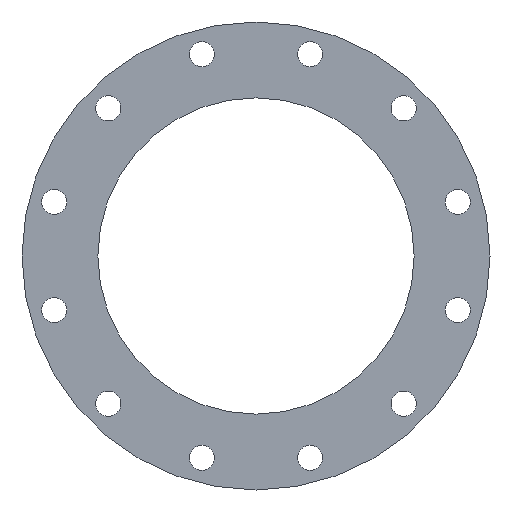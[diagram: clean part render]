
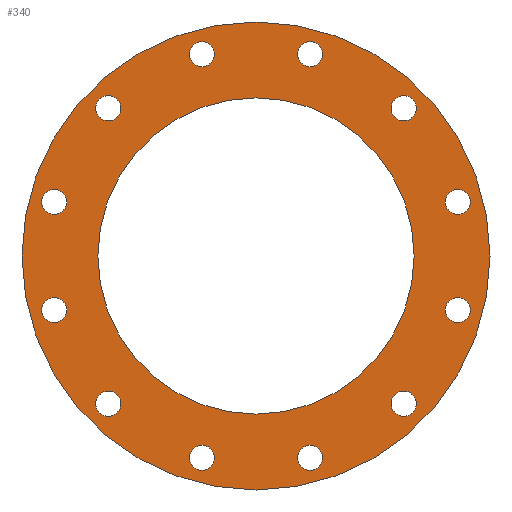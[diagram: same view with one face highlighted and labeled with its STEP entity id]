
A CAD part, front view. The second image highlights one B-rep face of the part: STEP entity #340.
In plain terms, the highlighted planar face has unit normal (0, -1, 0).
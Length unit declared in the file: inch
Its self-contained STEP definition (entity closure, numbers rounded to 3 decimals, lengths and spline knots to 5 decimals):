
#28=FACE_BOUND('',#88,.T.);
#29=FACE_BOUND('',#89,.T.);
#30=FACE_BOUND('',#90,.T.);
#31=FACE_BOUND('',#91,.T.);
#32=FACE_BOUND('',#92,.T.);
#33=FACE_BOUND('',#93,.T.);
#34=FACE_BOUND('',#94,.T.);
#35=FACE_BOUND('',#95,.T.);
#36=FACE_BOUND('',#96,.T.);
#37=FACE_BOUND('',#97,.T.);
#38=FACE_BOUND('',#98,.T.);
#39=FACE_BOUND('',#99,.T.);
#40=FACE_BOUND('',#100,.T.);
#42=PLANE('',#406);
#58=FACE_OUTER_BOUND('',#87,.T.);
#87=EDGE_LOOP('',(#297));
#88=EDGE_LOOP('',(#298));
#89=EDGE_LOOP('',(#299));
#90=EDGE_LOOP('',(#300));
#91=EDGE_LOOP('',(#301));
#92=EDGE_LOOP('',(#302));
#93=EDGE_LOOP('',(#303));
#94=EDGE_LOOP('',(#304));
#95=EDGE_LOOP('',(#305));
#96=EDGE_LOOP('',(#306));
#97=EDGE_LOOP('',(#307));
#98=EDGE_LOOP('',(#308));
#99=EDGE_LOOP('',(#309));
#100=EDGE_LOOP('',(#310));
#129=CIRCLE('',#364,0.5625);
#131=CIRCLE('',#367,0.5625);
#133=CIRCLE('',#370,0.5625);
#135=CIRCLE('',#373,0.5625);
#137=CIRCLE('',#376,0.5625);
#139=CIRCLE('',#379,0.5625);
#141=CIRCLE('',#382,0.5625);
#143=CIRCLE('',#385,0.5625);
#145=CIRCLE('',#388,0.5625);
#147=CIRCLE('',#391,0.5625);
#149=CIRCLE('',#394,0.5625);
#151=CIRCLE('',#397,0.5625);
#154=CIRCLE('',#401,7.095);
#156=CIRCLE('',#404,10.5);
#157=VERTEX_POINT('',#513);
#159=VERTEX_POINT('',#519);
#161=VERTEX_POINT('',#525);
#163=VERTEX_POINT('',#531);
#165=VERTEX_POINT('',#537);
#167=VERTEX_POINT('',#543);
#169=VERTEX_POINT('',#549);
#171=VERTEX_POINT('',#555);
#173=VERTEX_POINT('',#561);
#175=VERTEX_POINT('',#567);
#177=VERTEX_POINT('',#573);
#179=VERTEX_POINT('',#579);
#182=VERTEX_POINT('',#587);
#184=VERTEX_POINT('',#593);
#185=EDGE_CURVE('',#157,#157,#129,.T.);
#188=EDGE_CURVE('',#159,#159,#131,.T.);
#191=EDGE_CURVE('',#161,#161,#133,.T.);
#194=EDGE_CURVE('',#163,#163,#135,.T.);
#197=EDGE_CURVE('',#165,#165,#137,.T.);
#200=EDGE_CURVE('',#167,#167,#139,.T.);
#203=EDGE_CURVE('',#169,#169,#141,.T.);
#206=EDGE_CURVE('',#171,#171,#143,.T.);
#209=EDGE_CURVE('',#173,#173,#145,.T.);
#212=EDGE_CURVE('',#175,#175,#147,.T.);
#215=EDGE_CURVE('',#177,#177,#149,.T.);
#218=EDGE_CURVE('',#179,#179,#151,.T.);
#223=EDGE_CURVE('',#182,#182,#154,.T.);
#226=EDGE_CURVE('',#184,#184,#156,.T.);
#297=ORIENTED_EDGE('',*,*,#226,.F.);
#298=ORIENTED_EDGE('',*,*,#185,.T.);
#299=ORIENTED_EDGE('',*,*,#188,.T.);
#300=ORIENTED_EDGE('',*,*,#191,.T.);
#301=ORIENTED_EDGE('',*,*,#194,.T.);
#302=ORIENTED_EDGE('',*,*,#197,.T.);
#303=ORIENTED_EDGE('',*,*,#200,.T.);
#304=ORIENTED_EDGE('',*,*,#203,.T.);
#305=ORIENTED_EDGE('',*,*,#206,.T.);
#306=ORIENTED_EDGE('',*,*,#209,.T.);
#307=ORIENTED_EDGE('',*,*,#212,.T.);
#308=ORIENTED_EDGE('',*,*,#215,.T.);
#309=ORIENTED_EDGE('',*,*,#218,.T.);
#310=ORIENTED_EDGE('',*,*,#223,.F.);
#340=ADVANCED_FACE('',(#58,#28,#29,#30,#31,#32,#33,#34,#35,#36,#37,#38,
#39,#40),#42,.F.);
#364=AXIS2_PLACEMENT_3D('',#514,#411,#412);
#367=AXIS2_PLACEMENT_3D('',#520,#418,#419);
#370=AXIS2_PLACEMENT_3D('',#526,#425,#426);
#373=AXIS2_PLACEMENT_3D('',#532,#432,#433);
#376=AXIS2_PLACEMENT_3D('',#538,#439,#440);
#379=AXIS2_PLACEMENT_3D('',#544,#446,#447);
#382=AXIS2_PLACEMENT_3D('',#550,#453,#454);
#385=AXIS2_PLACEMENT_3D('',#556,#460,#461);
#388=AXIS2_PLACEMENT_3D('',#562,#467,#468);
#391=AXIS2_PLACEMENT_3D('',#568,#474,#475);
#394=AXIS2_PLACEMENT_3D('',#574,#481,#482);
#397=AXIS2_PLACEMENT_3D('',#580,#488,#489);
#401=AXIS2_PLACEMENT_3D('',#589,#498,#499);
#404=AXIS2_PLACEMENT_3D('',#595,#505,#506);
#406=AXIS2_PLACEMENT_3D('',#597,#509,#510);
#411=DIRECTION('center_axis',(0.,1.,0.));
#412=DIRECTION('ref_axis',(-0.866,0.,-0.5));
#418=DIRECTION('center_axis',(0.,1.,0.));
#419=DIRECTION('ref_axis',(-0.5,0.,-0.866));
#425=DIRECTION('center_axis',(0.,1.,0.));
#426=DIRECTION('ref_axis',(0.,0.,-1.));
#432=DIRECTION('center_axis',(0.,1.,0.));
#433=DIRECTION('ref_axis',(0.5,0.,-0.866));
#439=DIRECTION('center_axis',(0.,1.,0.));
#440=DIRECTION('ref_axis',(0.866,0.,-0.5));
#446=DIRECTION('center_axis',(0.,1.,0.));
#447=DIRECTION('ref_axis',(1.,0.,0.));
#453=DIRECTION('center_axis',(0.,1.,0.));
#454=DIRECTION('ref_axis',(0.866,0.,0.5));
#460=DIRECTION('center_axis',(0.,1.,0.));
#461=DIRECTION('ref_axis',(0.5,0.,0.866));
#467=DIRECTION('center_axis',(0.,1.,0.));
#468=DIRECTION('ref_axis',(0.,0.,1.));
#474=DIRECTION('center_axis',(0.,1.,0.));
#475=DIRECTION('ref_axis',(-0.5,0.,0.866));
#481=DIRECTION('center_axis',(0.,1.,0.));
#482=DIRECTION('ref_axis',(-0.866,0.,0.5));
#488=DIRECTION('center_axis',(0.,1.,0.));
#489=DIRECTION('ref_axis',(-1.,0.,0.));
#498=DIRECTION('center_axis',(0.,-1.,0.));
#499=DIRECTION('ref_axis',(1.,0.,0.));
#505=DIRECTION('center_axis',(0.,1.,0.));
#506=DIRECTION('ref_axis',(-1.,0.,0.));
#509=DIRECTION('center_axis',(0.,1.,0.));
#510=DIRECTION('ref_axis',(0.,0.,1.));
#513=CARTESIAN_POINT('',(7.11627,0.,-6.34788));
#514=CARTESIAN_POINT('Origin',(6.62913,0.,-6.62913));
#519=CARTESIAN_POINT('',(9.3368,0.,-1.93929));
#520=CARTESIAN_POINT('Origin',(9.05555,0.,-2.42643));
#525=CARTESIAN_POINT('',(9.05555,0.,2.98893));
#526=CARTESIAN_POINT('Origin',(9.05555,0.,2.42643));
#531=CARTESIAN_POINT('',(6.34788,0.,7.11627));
#532=CARTESIAN_POINT('Origin',(6.62913,0.,6.62913));
#537=CARTESIAN_POINT('',(1.93929,0.,9.3368));
#538=CARTESIAN_POINT('Origin',(2.42643,0.,9.05555));
#543=CARTESIAN_POINT('',(-2.98893,0.,9.05555));
#544=CARTESIAN_POINT('Origin',(-2.42643,0.,9.05555));
#549=CARTESIAN_POINT('',(-7.11627,0.,6.34788));
#550=CARTESIAN_POINT('Origin',(-6.62913,0.,6.62913));
#555=CARTESIAN_POINT('',(-9.3368,0.,1.93929));
#556=CARTESIAN_POINT('Origin',(-9.05555,0.,2.42643));
#561=CARTESIAN_POINT('',(-9.05555,0.,-2.98893));
#562=CARTESIAN_POINT('Origin',(-9.05555,0.,-2.42643));
#567=CARTESIAN_POINT('',(-6.34788,0.,-7.11627));
#568=CARTESIAN_POINT('Origin',(-6.62913,0.,-6.62913));
#573=CARTESIAN_POINT('',(-1.93929,0.,-9.3368));
#574=CARTESIAN_POINT('Origin',(-2.42643,0.,-9.05555));
#579=CARTESIAN_POINT('',(2.98893,0.,-9.05555));
#580=CARTESIAN_POINT('Origin',(2.42643,0.,-9.05555));
#587=CARTESIAN_POINT('',(-7.095,0.,0.));
#589=CARTESIAN_POINT('Origin',(0.,0.,0.));
#593=CARTESIAN_POINT('',(10.5,0.,0.));
#595=CARTESIAN_POINT('Origin',(0.,0.,0.));
#597=CARTESIAN_POINT('Origin',(0.,0.,0.));
